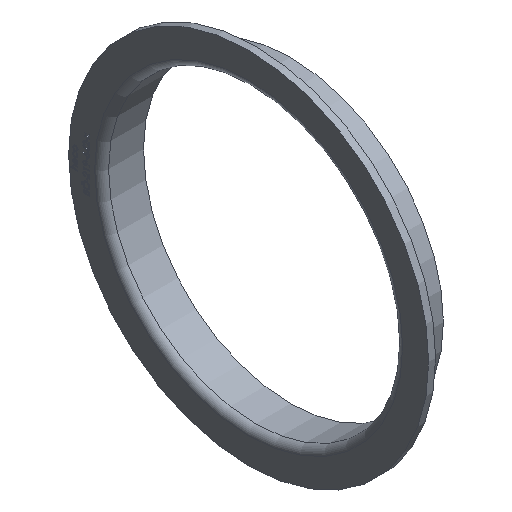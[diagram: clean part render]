
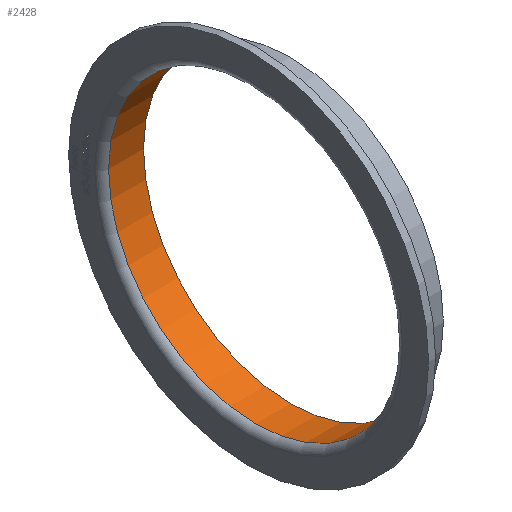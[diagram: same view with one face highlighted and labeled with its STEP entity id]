
A CAD part, isometric view. The second image highlights one B-rep face of the part: STEP entity #2428.
In plain terms, the highlighted cylindrical face has radius 105.35 mm (diameter 210.7 mm), a full revolution.
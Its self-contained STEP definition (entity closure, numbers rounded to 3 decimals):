
#64 = FACE_OUTER_BOUND ( 'NONE', #11889, .T. ) ;
#133 = CYLINDRICAL_SURFACE ( 'NONE', #12888, 105.35 ) ;
#300 = EDGE_CURVE ( 'NONE', #1932, #1932, #2452, .T. ) ;
#806 = CARTESIAN_POINT ( 'NONE',  ( 30., 0., 105.35 ) ) ;
#892 = DIRECTION ( 'NONE',  ( 0., 0., -1. ) ) ;
#1932 = VERTEX_POINT ( 'NONE', #13707 ) ;
#2428 = ADVANCED_FACE ( 'NONE', ( #64, #8683 ), #133, .F. ) ;
#2452 = CIRCLE ( 'NONE', #11642, 105.35 ) ;
#3087 = DIRECTION ( 'NONE',  ( 0., 0., 1. ) ) ;
#3418 = DIRECTION ( 'NONE',  ( 0., 0., 1. ) ) ;
#4247 = CARTESIAN_POINT ( 'NONE',  ( 5., 0., 0. ) ) ;
#4284 = CARTESIAN_POINT ( 'NONE',  ( 30., 0., 0. ) ) ;
#5178 = CIRCLE ( 'NONE', #11658, 105.35 ) ;
#5206 = EDGE_LOOP ( 'NONE', ( #9542 ) ) ;
#8304 = VERTEX_POINT ( 'NONE', #806 ) ;
#8521 = DIRECTION ( 'NONE',  ( -1., 0., 0. ) ) ;
#8683 = FACE_OUTER_BOUND ( 'NONE', #5206, .T. ) ;
#9542 = ORIENTED_EDGE ( 'NONE', *, *, #11776, .F. ) ;
#9727 = DIRECTION ( 'NONE',  ( -1., 0., 0. ) ) ;
#10766 = ORIENTED_EDGE ( 'NONE', *, *, #300, .T. ) ;
#11576 = DIRECTION ( 'NONE',  ( -1., 0., 0. ) ) ;
#11642 = AXIS2_PLACEMENT_3D ( 'NONE', #4247, #8521, #892 ) ;
#11658 = AXIS2_PLACEMENT_3D ( 'NONE', #4284, #11576, #3087 ) ;
#11773 = CARTESIAN_POINT ( 'NONE',  ( 0., 0., 0. ) ) ;
#11776 = EDGE_CURVE ( 'NONE', #8304, #8304, #5178, .T. ) ;
#11889 = EDGE_LOOP ( 'NONE', ( #10766 ) ) ;
#12888 = AXIS2_PLACEMENT_3D ( 'NONE', #11773, #9727, #3418 ) ;
#13707 = CARTESIAN_POINT ( 'NONE',  ( 5., 0., -105.35 ) ) ;
